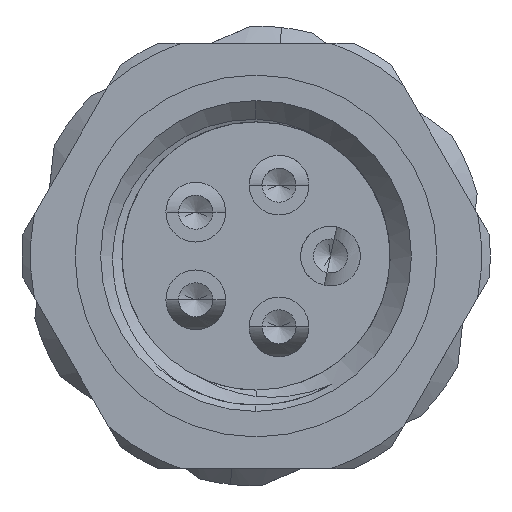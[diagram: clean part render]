
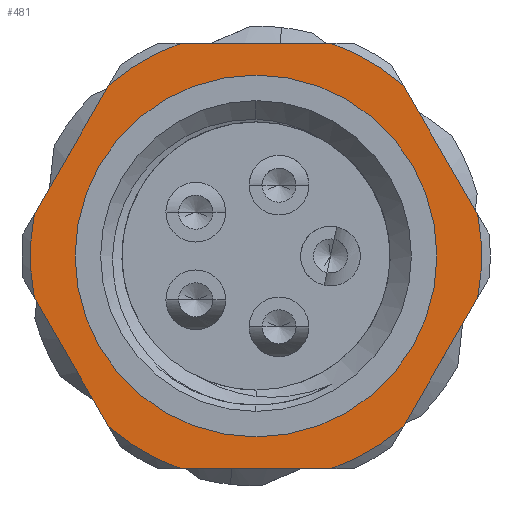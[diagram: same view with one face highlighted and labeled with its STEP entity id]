
A CAD part, left-side view. The second image highlights one B-rep face of the part: STEP entity #481.
In plain terms, the highlighted planar face has unit normal (-1, 0, 0).
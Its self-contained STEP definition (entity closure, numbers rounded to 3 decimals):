
#101 = ORIENTED_EDGE ( 'NONE', *, *, #24841, .T. ) ;
#481 = ADVANCED_FACE ( 'NONE', ( #15157, #25560 ), #6800, .F. ) ;
#645 = CIRCLE ( 'NONE', #9353, 5.3 ) ;
#774 = DIRECTION ( 'NONE',  ( 0., -1., 0. ) ) ;
#847 = EDGE_CURVE ( 'NONE', #13666, #14320, #16302, .T. ) ;
#995 = EDGE_LOOP ( 'NONE', ( #6312, #20539 ) ) ;
#1063 = CARTESIAN_POINT ( 'NONE',  ( -5.8, 0., 0. ) ) ;
#1626 = VECTOR ( 'NONE', #33657, 1000. ) ;
#1784 = ORIENTED_EDGE ( 'NONE', *, *, #16531, .T. ) ;
#2331 = ORIENTED_EDGE ( 'NONE', *, *, #13450, .T. ) ;
#2480 = VERTEX_POINT ( 'NONE', #32493 ) ;
#2723 = CIRCLE ( 'NONE', #7041, 4.25 ) ;
#3196 = CARTESIAN_POINT ( 'NONE',  ( -5.8, 1.758, -5. ) ) ;
#3290 = CARTESIAN_POINT ( 'NONE',  ( -5.8, 0., 0. ) ) ;
#3745 = ORIENTED_EDGE ( 'NONE', *, *, #847, .T. ) ;
#4224 = CARTESIAN_POINT ( 'NONE',  ( -5.8, 2.887, 5. ) ) ;
#4338 = AXIS2_PLACEMENT_3D ( 'NONE', #1063, #11469, #30216 ) ;
#4924 = CARTESIAN_POINT ( 'NONE',  ( -5.8, -1.758, -5. ) ) ;
#5084 = EDGE_CURVE ( 'NONE', #21841, #27510, #19587, .T. ) ;
#5169 = DIRECTION ( 'NONE',  ( -1., 0., 0. ) ) ;
#5395 = CIRCLE ( 'NONE', #20676, 5.3 ) ;
#5547 = CARTESIAN_POINT ( 'NONE',  ( -5.8, -1.758, 5. ) ) ;
#6312 = ORIENTED_EDGE ( 'NONE', *, *, #22316, .F. ) ;
#6367 = DIRECTION ( 'NONE',  ( 0., 0., 1. ) ) ;
#6458 = CARTESIAN_POINT ( 'NONE',  ( -5.8, -3.451, -4.022 ) ) ;
#6573 = CIRCLE ( 'NONE', #30007, 5.3 ) ;
#6774 = DIRECTION ( 'NONE',  ( -1., 0., 0. ) ) ;
#6800 = PLANE ( 'NONE',  #21728 ) ;
#6891 = EDGE_CURVE ( 'NONE', #21235, #17841, #33275, .T. ) ;
#7041 = AXIS2_PLACEMENT_3D ( 'NONE', #11494, #14214, #6367 ) ;
#7208 = CARTESIAN_POINT ( 'NONE',  ( -5.8, 0., 4.25 ) ) ;
#7936 = CARTESIAN_POINT ( 'NONE',  ( -5.8, 2.887, -5. ) ) ;
#8068 = VECTOR ( 'NONE', #12076, 1000. ) ;
#8340 = CARTESIAN_POINT ( 'NONE',  ( -5.8, 0., 0. ) ) ;
#9353 = AXIS2_PLACEMENT_3D ( 'NONE', #10637, #5169, #28555 ) ;
#9867 = DIRECTION ( 'NONE',  ( 0., 0., -1. ) ) ;
#10062 = DIRECTION ( 'NONE',  ( 1., 0., 0. ) ) ;
#10361 = CIRCLE ( 'NONE', #4338, 4.25 ) ;
#10637 = CARTESIAN_POINT ( 'NONE',  ( -5.8, 0., 0. ) ) ;
#11469 = DIRECTION ( 'NONE',  ( -1., 0., 0. ) ) ;
#11494 = CARTESIAN_POINT ( 'NONE',  ( -5.8, 0., 0. ) ) ;
#11541 = EDGE_CURVE ( 'NONE', #12748, #25299, #6573, .T. ) ;
#12076 = DIRECTION ( 'NONE',  ( 0., -0.5, -0.866 ) ) ;
#12156 = LINE ( 'NONE', #22555, #31610 ) ;
#12629 = AXIS2_PLACEMENT_3D ( 'NONE', #3290, #21874, #24273 ) ;
#12748 = VERTEX_POINT ( 'NONE', #4924 ) ;
#13116 = VECTOR ( 'NONE', #30000, 1000. ) ;
#13450 = EDGE_CURVE ( 'NONE', #25299, #23221, #20525, .T. ) ;
#13531 = CARTESIAN_POINT ( 'NONE',  ( -5.8, -5.209, 0.978 ) ) ;
#13666 = VERTEX_POINT ( 'NONE', #29829 ) ;
#13767 = VERTEX_POINT ( 'NONE', #19423 ) ;
#13997 = EDGE_CURVE ( 'NONE', #17841, #31329, #14631, .T. ) ;
#14214 = DIRECTION ( 'NONE',  ( -1., 0., 0. ) ) ;
#14320 = VERTEX_POINT ( 'NONE', #3196 ) ;
#14611 = CARTESIAN_POINT ( 'NONE',  ( -5.8, 3.451, 4.022 ) ) ;
#14631 = LINE ( 'NONE', #4224, #15269 ) ;
#14772 = CIRCLE ( 'NONE', #12629, 5.3 ) ;
#15157 = FACE_BOUND ( 'NONE', #995, .T. ) ;
#15269 = VECTOR ( 'NONE', #25544, 1000. ) ;
#16302 = CIRCLE ( 'NONE', #33740, 5.3 ) ;
#16355 = CARTESIAN_POINT ( 'NONE',  ( -5.8, -5.774, 0. ) ) ;
#16522 = DIRECTION ( 'NONE',  ( 0., 0., -1. ) ) ;
#16531 = EDGE_CURVE ( 'NONE', #27510, #31964, #14772, .T. ) ;
#17092 = CARTESIAN_POINT ( 'NONE',  ( -5.8, -3.451, 4.022 ) ) ;
#17200 = EDGE_CURVE ( 'NONE', #31329, #2480, #645, .T. ) ;
#17652 = DIRECTION ( 'NONE',  ( 0., 0., -1. ) ) ;
#17841 = VERTEX_POINT ( 'NONE', #14611 ) ;
#18571 = AXIS2_PLACEMENT_3D ( 'NONE', #21977, #18751, #16522 ) ;
#18751 = DIRECTION ( 'NONE',  ( -1., 0., 0. ) ) ;
#19109 = ORIENTED_EDGE ( 'NONE', *, *, #26748, .T. ) ;
#19114 = EDGE_LOOP ( 'NONE', ( #29416, #3745, #19506, #24856, #2331, #19109, #33181, #1784, #101, #20875, #27964, #28450 ) ) ;
#19423 = CARTESIAN_POINT ( 'NONE',  ( -5.8, 0., -4.25 ) ) ;
#19506 = ORIENTED_EDGE ( 'NONE', *, *, #32611, .T. ) ;
#19587 = LINE ( 'NONE', #16355, #13116 ) ;
#20078 = CARTESIAN_POINT ( 'NONE',  ( -5.8, 0., 0. ) ) ;
#20525 = LINE ( 'NONE', #25968, #1626 ) ;
#20539 = ORIENTED_EDGE ( 'NONE', *, *, #24012, .F. ) ;
#20676 = AXIS2_PLACEMENT_3D ( 'NONE', #20078, #6774, #9867 ) ;
#20875 = ORIENTED_EDGE ( 'NONE', *, *, #6891, .T. ) ;
#21235 = VERTEX_POINT ( 'NONE', #25400 ) ;
#21728 = AXIS2_PLACEMENT_3D ( 'NONE', #28306, #10062, #22837 ) ;
#21841 = VERTEX_POINT ( 'NONE', #13531 ) ;
#21874 = DIRECTION ( 'NONE',  ( -1., 0., 0. ) ) ;
#21977 = CARTESIAN_POINT ( 'NONE',  ( -5.8, 0., 0. ) ) ;
#22316 = EDGE_CURVE ( 'NONE', #24566, #13767, #10361, .T. ) ;
#22555 = CARTESIAN_POINT ( 'NONE',  ( -5.8, -2.887, 5. ) ) ;
#22646 = LINE ( 'NONE', #27761, #8068 ) ;
#22837 = DIRECTION ( 'NONE',  ( 0., 0., -1. ) ) ;
#23221 = VERTEX_POINT ( 'NONE', #29601 ) ;
#23686 = DIRECTION ( 'NONE',  ( -1., 0., 0. ) ) ;
#23855 = DIRECTION ( 'NONE',  ( 0., 0., -1. ) ) ;
#24012 = EDGE_CURVE ( 'NONE', #13767, #24566, #2723, .T. ) ;
#24150 = LINE ( 'NONE', #7936, #32022 ) ;
#24273 = DIRECTION ( 'NONE',  ( 0., 0., -1. ) ) ;
#24566 = VERTEX_POINT ( 'NONE', #7208 ) ;
#24841 = EDGE_CURVE ( 'NONE', #31964, #21235, #12156, .T. ) ;
#24856 = ORIENTED_EDGE ( 'NONE', *, *, #11541, .T. ) ;
#25299 = VERTEX_POINT ( 'NONE', #6458 ) ;
#25400 = CARTESIAN_POINT ( 'NONE',  ( -5.8, 1.758, 5. ) ) ;
#25544 = DIRECTION ( 'NONE',  ( 0., 0.5, -0.866 ) ) ;
#25560 = FACE_OUTER_BOUND ( 'NONE', #19114, .T. ) ;
#25968 = CARTESIAN_POINT ( 'NONE',  ( -5.8, -2.887, -5. ) ) ;
#26524 = CARTESIAN_POINT ( 'NONE',  ( -5.8, 5.209, 0.978 ) ) ;
#26748 = EDGE_CURVE ( 'NONE', #23221, #21841, #5395, .T. ) ;
#27510 = VERTEX_POINT ( 'NONE', #17092 ) ;
#27709 = CARTESIAN_POINT ( 'NONE',  ( -5.8, 0., 0. ) ) ;
#27761 = CARTESIAN_POINT ( 'NONE',  ( -5.8, 5.774, 0. ) ) ;
#27964 = ORIENTED_EDGE ( 'NONE', *, *, #13997, .T. ) ;
#28306 = CARTESIAN_POINT ( 'NONE',  ( -5.8, 5.5, 0. ) ) ;
#28450 = ORIENTED_EDGE ( 'NONE', *, *, #17200, .T. ) ;
#28555 = DIRECTION ( 'NONE',  ( 0., 0., -1. ) ) ;
#28577 = EDGE_CURVE ( 'NONE', #2480, #13666, #22646, .T. ) ;
#29416 = ORIENTED_EDGE ( 'NONE', *, *, #28577, .T. ) ;
#29601 = CARTESIAN_POINT ( 'NONE',  ( -5.8, -5.209, -0.978 ) ) ;
#29829 = CARTESIAN_POINT ( 'NONE',  ( -5.8, 3.451, -4.022 ) ) ;
#30000 = DIRECTION ( 'NONE',  ( 0., 0.5, 0.866 ) ) ;
#30007 = AXIS2_PLACEMENT_3D ( 'NONE', #27709, #33524, #17652 ) ;
#30216 = DIRECTION ( 'NONE',  ( 0., 0., 1. ) ) ;
#31329 = VERTEX_POINT ( 'NONE', #26524 ) ;
#31610 = VECTOR ( 'NONE', #32963, 1000. ) ;
#31964 = VERTEX_POINT ( 'NONE', #5547 ) ;
#32022 = VECTOR ( 'NONE', #774, 1000. ) ;
#32493 = CARTESIAN_POINT ( 'NONE',  ( -5.8, 5.209, -0.978 ) ) ;
#32611 = EDGE_CURVE ( 'NONE', #14320, #12748, #24150, .T. ) ;
#32963 = DIRECTION ( 'NONE',  ( 0., 1., 0. ) ) ;
#33181 = ORIENTED_EDGE ( 'NONE', *, *, #5084, .T. ) ;
#33275 = CIRCLE ( 'NONE', #18571, 5.3 ) ;
#33524 = DIRECTION ( 'NONE',  ( -1., 0., 0. ) ) ;
#33657 = DIRECTION ( 'NONE',  ( 0., -0.5, 0.866 ) ) ;
#33740 = AXIS2_PLACEMENT_3D ( 'NONE', #8340, #23686, #23855 ) ;
